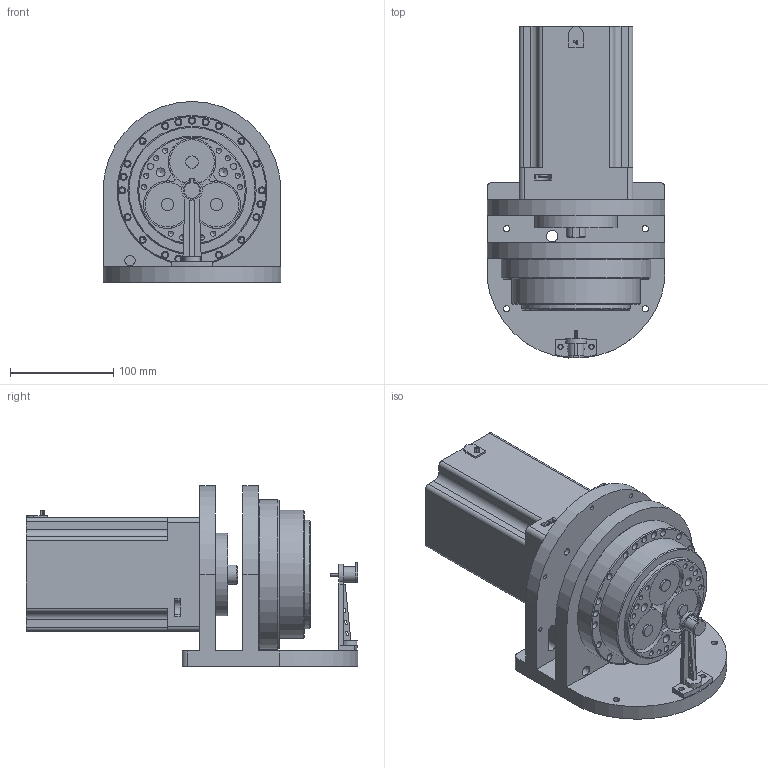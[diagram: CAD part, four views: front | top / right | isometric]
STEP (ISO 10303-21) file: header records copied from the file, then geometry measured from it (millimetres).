
FILE_DESCRIPTION(/* description */ (''),/* implementation_level */ '2;1');
FILE_NAME(/* name */ 'Link_1.step',/* time_stamp */ '2023-03-26T01:56:49-04:00',/* author */ (''),/* organization */ (''),/* preprocessor_version */ 'ST-DEVELOPER v19.2',/* originating_system */ 'Autodesk Translation Framework v11.17.0.187',/* authorisation */ '');
FILE_SCHEMA (('AUTOMOTIVE_DESIGN { 1 0 10303 214 3 1 1 }'));
Length unit declared in the file: millimetre
Products named in the file (1): URDF - BASE
Bounding box: 172 x 320.86 x 175 mm (x, y, z)
Volume: 3454853.4 mm3; surface area: 353727.1 mm2
Topology: 2 solids, 4 shells, 659 faces, 1348 edges, 891 vertices
Faces by surface type: plane 323, cylinder 299, cone 33, torus 4
Full cylindrical faces by diameter (mm): 1.271 x2, 1.511 x1, 1.555 x1, 1.564 x2, 2.1 x2, 2.529 x3, 2.539 x1, 3.332 x30, 4 x30, 4.234 x14, 5 x23, 5.035 x16, 5.2 x2, 6 x10, 6.779 x4, 6.8 x21, 8 x34, 8.5 x3, 8.6 x4, 9 x3, 10 x7, 11 x1, 11.8 x6, 13 x1, 15 x1, 17 x1, 19 x1, 20 x1, 23.8 x1, 35 x1
Entity records: 17867 total; most frequent: DIRECTION 3300, CARTESIAN_POINT 2942, ORIENTED_EDGE 2666, EDGE_CURVE 1333, AXIS2_PLACEMENT_3D 1315, EDGE_LOOP 956, VERTEX_POINT 891, LINE 670
